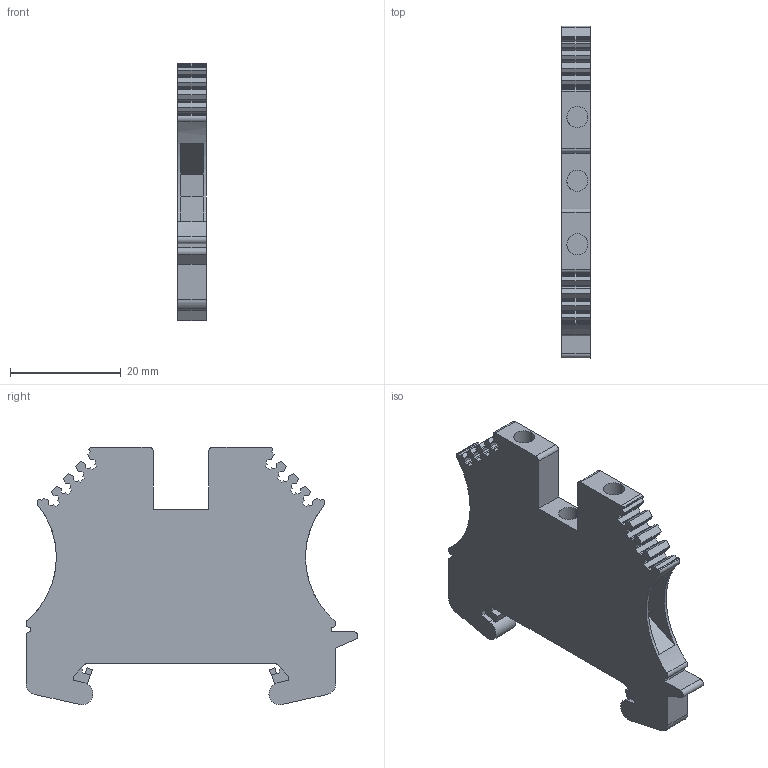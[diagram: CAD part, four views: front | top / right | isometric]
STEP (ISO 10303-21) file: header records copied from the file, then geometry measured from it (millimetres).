
FILE_DESCRIPTION(('CATIA V5 STEP Exchange','CAx-IF Rec.Pracs.--- Model Styling and Organization---1.4--- 2014-01-23'),'2;1');
FILE_NAME ('D1446448_1', '2023-07-28T08:11:21+00:00', ('none'), ('Weidmueller'), 'CATIA Version 5-6 Release 2016 SP3 HF44', 'CATIA V5 STEP AP214', 'none');
FILE_SCHEMA(('AUTOMOTIVE_DESIGN { 1 0 10303 214 1 1 1 1 }'));
Length unit declared in the file: millimetre
Products named in the file (1): 1010010000_WPE_2-5_WS
Bounding box: 5.1 x 60 x 46.5 mm (x, y, z)
Volume: 8816.2 mm3; surface area: 5814.5 mm2
Topology: 3 solids, 3 shells, 230 faces, 672 edges, 452 vertices
Faces by surface type: plane 193, cylinder 37
Entity records: 7536 total; most frequent: ORIENTED_EDGE 1344, CARTESIAN_POINT 1315, DIRECTION 1052, EDGE_CURVE 672, VECTOR 582, LINE 582, VERTEX_POINT 452, AXIS2_PLACEMENT_3D 281
